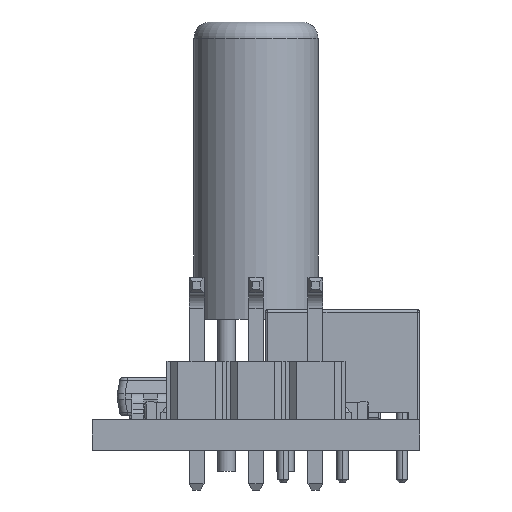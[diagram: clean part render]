
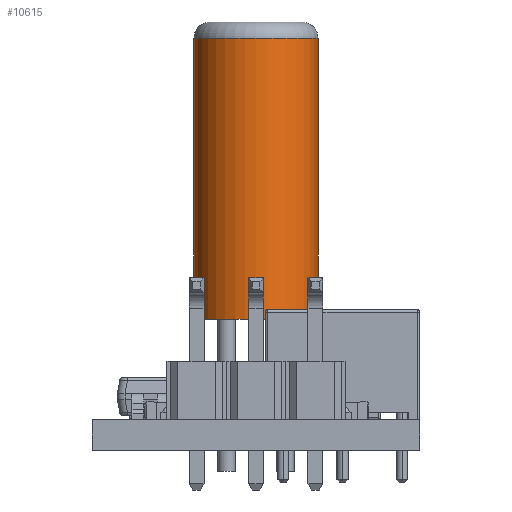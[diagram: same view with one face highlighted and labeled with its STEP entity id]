
A CAD part, left-side view. The second image highlights one B-rep face of the part: STEP entity #10615.
In plain terms, the highlighted cylindrical face has radius 2.65 mm (diameter 5.3 mm), a full revolution.
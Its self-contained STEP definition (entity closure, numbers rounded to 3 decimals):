
#301=CIRCLE('',#34770,2.65);
#302=CIRCLE('',#34771,2.65);
#8034=CYLINDRICAL_SURFACE('',#34772,2.65);
#10615=ADVANCED_FACE('',(#11917,#11918),#8034,.T.);
#11917=FACE_BOUND('',#13226,.T.);
#11918=FACE_BOUND('',#13227,.T.);
#13226=EDGE_LOOP('',(#24616));
#13227=EDGE_LOOP('',(#24617));
#24616=ORIENTED_EDGE('',*,*,#31906,.T.);
#24617=ORIENTED_EDGE('',*,*,#31907,.T.);
#28325=VERTEX_POINT('',#57475);
#28326=VERTEX_POINT('',#57477);
#31906=EDGE_CURVE('',#28325,#28325,#301,.T.);
#31907=EDGE_CURVE('',#28326,#28326,#302,.T.);
#34770=AXIS2_PLACEMENT_3D('',#57474,#39368,#39369);
#34771=AXIS2_PLACEMENT_3D('',#57476,#39370,#39371);
#34772=AXIS2_PLACEMENT_3D('',#57478,#39372,#39373);
#39368=DIRECTION('',(0.,0.,-1.));
#39369=DIRECTION('',(1.,0.,0.));
#39370=DIRECTION('',(0.,0.,1.));
#39371=DIRECTION('',(-1.,0.,0.));
#39372=DIRECTION('',(0.,0.,1.));
#39373=DIRECTION('',(1.,0.,0.));
#57474=CARTESIAN_POINT('',(27.5,7.,18.3));
#57475=CARTESIAN_POINT('',(30.15,7.,18.3));
#57476=CARTESIAN_POINT('',(27.5,7.,6.3));
#57477=CARTESIAN_POINT('',(24.85,7.,6.3));
#57478=CARTESIAN_POINT('',(27.5,7.,6.3));
